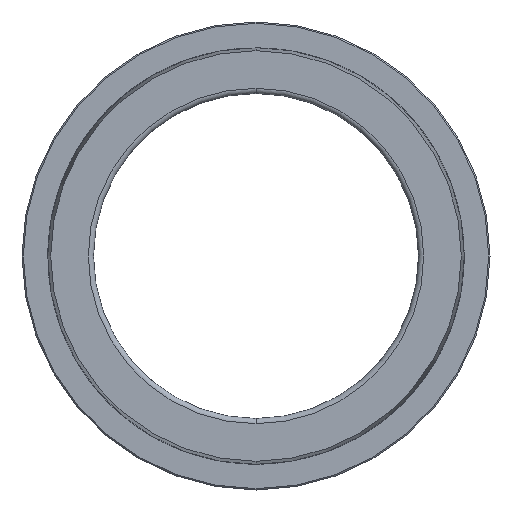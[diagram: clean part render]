
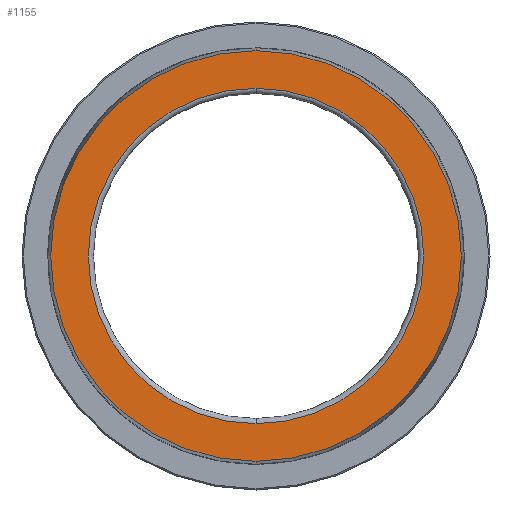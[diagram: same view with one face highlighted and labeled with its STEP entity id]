
A CAD part, front view. The second image highlights one B-rep face of the part: STEP entity #1155.
In plain terms, the highlighted planar face has unit normal (0, -1, 0).
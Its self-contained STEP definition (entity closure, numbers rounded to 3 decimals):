
#116 = CARTESIAN_POINT ( 'NONE',  ( 0., -18.071, 0. ) ) ;
#260 = DIRECTION ( 'NONE',  ( 0., 0., -1. ) ) ;
#796 = DIRECTION ( 'NONE',  ( 0., -1., 0. ) ) ;
#887 = EDGE_CURVE ( 'NONE', #8740, #4196, #20931, .T. ) ;
#1155 = ADVANCED_FACE ( 'NONE', ( #14897, #14377 ), #13977, .T. ) ;
#1224 = CARTESIAN_POINT ( 'NONE',  ( 0., -18.071, 0. ) ) ;
#1270 = AXIS2_PLACEMENT_3D ( 'NONE', #2081, #10280, #3489 ) ;
#1889 = CIRCLE ( 'NONE', #14399, 78.95 ) ;
#2081 = CARTESIAN_POINT ( 'NONE',  ( 0., -18.071, 0. ) ) ;
#2494 = CARTESIAN_POINT ( 'NONE',  ( 0., -18.071, -64.5 ) ) ;
#2593 = CARTESIAN_POINT ( 'NONE',  ( 0., -18.071, 64.5 ) ) ;
#3489 = DIRECTION ( 'NONE',  ( 0., 0., -1. ) ) ;
#4196 = VERTEX_POINT ( 'NONE', #12485 ) ;
#5526 = CARTESIAN_POINT ( 'NONE',  ( 64.5, -18.071, 0. ) ) ;
#6696 = DIRECTION ( 'NONE',  ( 0., -1., 0. ) ) ;
#6742 = VERTEX_POINT ( 'NONE', #2494 ) ;
#6774 = ORIENTED_EDGE ( 'NONE', *, *, #9670, .F. ) ;
#8043 = ORIENTED_EDGE ( 'NONE', *, *, #19904, .F. ) ;
#8455 = CARTESIAN_POINT ( 'NONE',  ( 0., -18.071, 0. ) ) ;
#8740 = VERTEX_POINT ( 'NONE', #15118 ) ;
#9670 = EDGE_CURVE ( 'NONE', #18904, #6742, #11402, .T. ) ;
#10280 = DIRECTION ( 'NONE',  ( 0., -1., 0. ) ) ;
#11402 = CIRCLE ( 'NONE', #21389, 64.5 ) ;
#12485 = CARTESIAN_POINT ( 'NONE',  ( 0., -18.071, -78.95 ) ) ;
#13027 = DIRECTION ( 'NONE',  ( 0., 0., -1. ) ) ;
#13388 = DIRECTION ( 'NONE',  ( 0., -1., 0. ) ) ;
#13977 = PLANE ( 'NONE',  #20939 ) ;
#14377 = FACE_BOUND ( 'NONE', #20558, .T. ) ;
#14399 = AXIS2_PLACEMENT_3D ( 'NONE', #116, #6696, #260 ) ;
#14661 = EDGE_CURVE ( 'NONE', #4196, #8740, #1889, .T. ) ;
#14897 = FACE_OUTER_BOUND ( 'NONE', #15894, .T. ) ;
#15118 = CARTESIAN_POINT ( 'NONE',  ( 0., -18.071, 78.95 ) ) ;
#15742 = ORIENTED_EDGE ( 'NONE', *, *, #14661, .T. ) ;
#15824 = DIRECTION ( 'NONE',  ( 0., 0., -1. ) ) ;
#15894 = EDGE_LOOP ( 'NONE', ( #18375, #15742 ) ) ;
#16844 = DIRECTION ( 'NONE',  ( 0., 0., -1. ) ) ;
#17568 = CIRCLE ( 'NONE', #1270, 64.5 ) ;
#18375 = ORIENTED_EDGE ( 'NONE', *, *, #887, .T. ) ;
#18904 = VERTEX_POINT ( 'NONE', #2593 ) ;
#19694 = DIRECTION ( 'NONE',  ( 0., -1., 0. ) ) ;
#19904 = EDGE_CURVE ( 'NONE', #6742, #18904, #17568, .T. ) ;
#20558 = EDGE_LOOP ( 'NONE', ( #8043, #6774 ) ) ;
#20645 = AXIS2_PLACEMENT_3D ( 'NONE', #1224, #19694, #13027 ) ;
#20931 = CIRCLE ( 'NONE', #20645, 78.95 ) ;
#20939 = AXIS2_PLACEMENT_3D ( 'NONE', #5526, #796, #15824 ) ;
#21389 = AXIS2_PLACEMENT_3D ( 'NONE', #8455, #13388, #16844 ) ;
